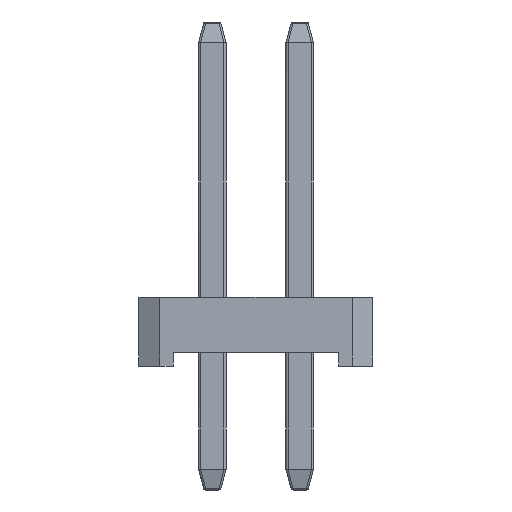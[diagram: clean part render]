
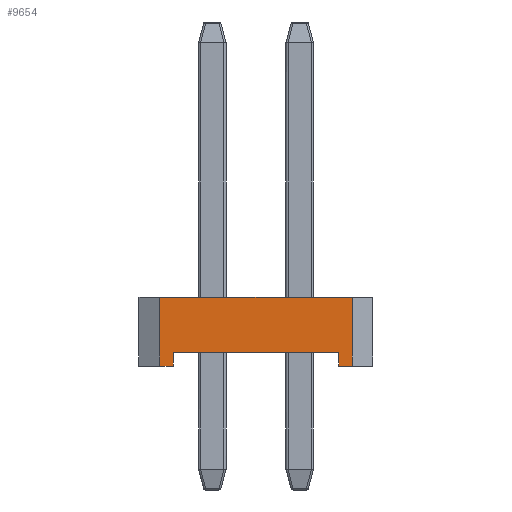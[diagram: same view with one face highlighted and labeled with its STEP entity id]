
A CAD part, left-side view. The second image highlights one B-rep face of the part: STEP entity #9654.
In plain terms, the highlighted planar face has unit normal (-1, 0, 0).
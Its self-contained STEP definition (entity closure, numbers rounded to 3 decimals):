
#96 = ORIENTED_EDGE ( 'NONE', *, *, #16776, .F. ) ;
#158 = EDGE_CURVE ( 'NONE', #31261, #1467, #16244, .T. ) ;
#409 = DIRECTION ( 'NONE',  ( 0., 0., 1. ) ) ;
#477 = EDGE_CURVE ( 'NONE', #11305, #1522, #11145, .T. ) ;
#1467 = VERTEX_POINT ( 'NONE', #17898 ) ;
#1522 = VERTEX_POINT ( 'NONE', #24249 ) ;
#1743 = CARTESIAN_POINT ( 'NONE',  ( -5.715, 0., -0.2 ) ) ;
#2020 = EDGE_CURVE ( 'NONE', #31348, #17910, #18812, .T. ) ;
#2107 = LINE ( 'NONE', #1743, #22739 ) ;
#2219 = CARTESIAN_POINT ( 'NONE',  ( -5.715, 1.4, -0.2 ) ) ;
#2632 = CARTESIAN_POINT ( 'NONE',  ( -5.715, -1.4, 0.8 ) ) ;
#4630 = VERTEX_POINT ( 'NONE', #2219 ) ;
#5182 = ORIENTED_EDGE ( 'NONE', *, *, #30321, .T. ) ;
#5353 = PLANE ( 'NONE',  #8473 ) ;
#5467 = LINE ( 'NONE', #28389, #6602 ) ;
#6602 = VECTOR ( 'NONE', #17089, 1000. ) ;
#8368 = ORIENTED_EDGE ( 'NONE', *, *, #2020, .T. ) ;
#8473 = AXIS2_PLACEMENT_3D ( 'NONE', #14180, #36759, #22429 ) ;
#9654 = ADVANCED_FACE ( 'NONE', ( #36366 ), #5353, .F. ) ;
#11145 = LINE ( 'NONE', #25240, #33842 ) ;
#11291 = DIRECTION ( 'NONE',  ( 0., 0., -1. ) ) ;
#11305 = VERTEX_POINT ( 'NONE', #13174 ) ;
#12883 = EDGE_LOOP ( 'NONE', ( #5182, #16834, #8368, #29961, #96, #20545, #13946, #26942 ) ) ;
#13174 = CARTESIAN_POINT ( 'NONE',  ( -5.715, 1.4, 0.8 ) ) ;
#13281 = VECTOR ( 'NONE', #409, 1000. ) ;
#13349 = VECTOR ( 'NONE', #27716, 1000. ) ;
#13529 = CARTESIAN_POINT ( 'NONE',  ( -5.715, 1.2, -0.2 ) ) ;
#13531 = CARTESIAN_POINT ( 'NONE',  ( -5.715, -1.2, 0. ) ) ;
#13562 = VERTEX_POINT ( 'NONE', #13531 ) ;
#13796 = CARTESIAN_POINT ( 'NONE',  ( -5.715, 0., -0.2 ) ) ;
#13946 = ORIENTED_EDGE ( 'NONE', *, *, #20321, .F. ) ;
#14180 = CARTESIAN_POINT ( 'NONE',  ( -5.715, -1.4, 0.8 ) ) ;
#16244 = LINE ( 'NONE', #13796, #13349 ) ;
#16348 = CARTESIAN_POINT ( 'NONE',  ( -5.715, 1.2, -0.2 ) ) ;
#16584 = DIRECTION ( 'NONE',  ( 0., -1., 0. ) ) ;
#16776 = EDGE_CURVE ( 'NONE', #1467, #13562, #28777, .T. ) ;
#16834 = ORIENTED_EDGE ( 'NONE', *, *, #35027, .F. ) ;
#17089 = DIRECTION ( 'NONE',  ( 0., -1., 0. ) ) ;
#17700 = CARTESIAN_POINT ( 'NONE',  ( -5.715, -1.2, -0.2 ) ) ;
#17898 = CARTESIAN_POINT ( 'NONE',  ( -5.715, -1.2, -0.2 ) ) ;
#17910 = VERTEX_POINT ( 'NONE', #31281 ) ;
#18812 = LINE ( 'NONE', #16348, #34575 ) ;
#19938 = CARTESIAN_POINT ( 'NONE',  ( -5.715, 1.4, 0.8 ) ) ;
#20321 = EDGE_CURVE ( 'NONE', #1522, #31261, #34223, .T. ) ;
#20361 = VECTOR ( 'NONE', #11291, 1000. ) ;
#20394 = EDGE_CURVE ( 'NONE', #17910, #13562, #5467, .T. ) ;
#20545 = ORIENTED_EDGE ( 'NONE', *, *, #158, .F. ) ;
#22429 = DIRECTION ( 'NONE',  ( 0., 0., -1. ) ) ;
#22527 = DIRECTION ( 'NONE',  ( 0., 0., -1. ) ) ;
#22739 = VECTOR ( 'NONE', #33518, 1000. ) ;
#24249 = CARTESIAN_POINT ( 'NONE',  ( -5.715, -1.4, 0.8 ) ) ;
#24628 = VECTOR ( 'NONE', #22527, 1000. ) ;
#25240 = CARTESIAN_POINT ( 'NONE',  ( -5.715, -1.4, 0.8 ) ) ;
#25960 = LINE ( 'NONE', #19938, #24628 ) ;
#26942 = ORIENTED_EDGE ( 'NONE', *, *, #477, .F. ) ;
#27716 = DIRECTION ( 'NONE',  ( 0., 1., 0. ) ) ;
#28389 = CARTESIAN_POINT ( 'NONE',  ( -5.715, -1.4, 0. ) ) ;
#28777 = LINE ( 'NONE', #17700, #13281 ) ;
#29961 = ORIENTED_EDGE ( 'NONE', *, *, #20394, .T. ) ;
#30321 = EDGE_CURVE ( 'NONE', #11305, #4630, #25960, .T. ) ;
#30841 = DIRECTION ( 'NONE',  ( 0., 0., 1. ) ) ;
#31200 = CARTESIAN_POINT ( 'NONE',  ( -5.715, -1.4, -0.2 ) ) ;
#31261 = VERTEX_POINT ( 'NONE', #31200 ) ;
#31281 = CARTESIAN_POINT ( 'NONE',  ( -5.715, 1.2, 0. ) ) ;
#31348 = VERTEX_POINT ( 'NONE', #13529 ) ;
#33518 = DIRECTION ( 'NONE',  ( 0., 1., 0. ) ) ;
#33842 = VECTOR ( 'NONE', #16584, 1000. ) ;
#34223 = LINE ( 'NONE', #2632, #20361 ) ;
#34575 = VECTOR ( 'NONE', #30841, 1000. ) ;
#35027 = EDGE_CURVE ( 'NONE', #31348, #4630, #2107, .T. ) ;
#36366 = FACE_OUTER_BOUND ( 'NONE', #12883, .T. ) ;
#36759 = DIRECTION ( 'NONE',  ( 1., 0., 0. ) ) ;
